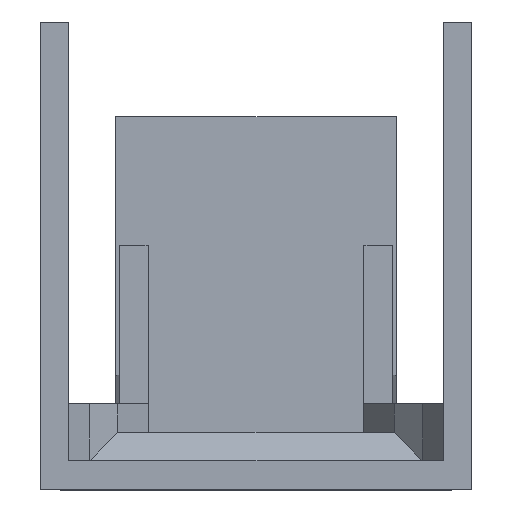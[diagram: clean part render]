
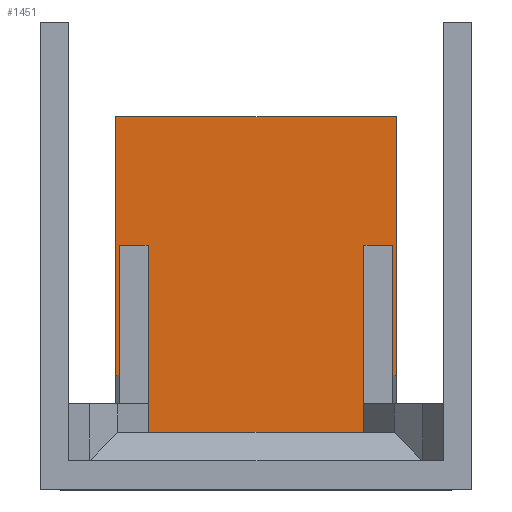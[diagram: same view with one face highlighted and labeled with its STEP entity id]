
A CAD part, top view. The second image highlights one B-rep face of the part: STEP entity #1451.
In plain terms, the highlighted planar face has unit normal (0, 0, 1).
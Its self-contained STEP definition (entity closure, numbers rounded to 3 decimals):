
#190 = VERTEX_POINT ( 'NONE', #610 ) ;
#197 = EDGE_CURVE ( 'NONE', #190, #198, #637, .T. ) ;
#198 = VERTEX_POINT ( 'NONE', #633 ) ;
#610 = CARTESIAN_POINT ( 'NONE',  ( 0.775, 0.4, -4.1 ) ) ;
#633 = CARTESIAN_POINT ( 'NONE',  ( -0.775, 0.4, -4.1 ) ) ;
#634 = DIRECTION ( 'NONE',  ( -1., 0., 0. ) ) ;
#635 = VECTOR ( 'NONE', #634, 1000. ) ;
#636 = CARTESIAN_POINT ( 'NONE',  ( 0.775, 0.4, -4.1 ) ) ;
#637 = LINE ( 'NONE', #636, #635 ) ;
#844 = CARTESIAN_POINT ( 'NONE',  ( -0.775, 0.8, -4.1 ) ) ;
#906 = DIRECTION ( 'NONE',  ( 0., 1., 0. ) ) ;
#907 = VECTOR ( 'NONE', #906, 1000. ) ;
#908 = CARTESIAN_POINT ( 'NONE',  ( -0.775, 2.6, -4.1 ) ) ;
#909 = LINE ( 'NONE', #908, #907 ) ;
#910 = DIRECTION ( 'NONE',  ( 0., -1., 0. ) ) ;
#911 = VECTOR ( 'NONE', #910, 1000. ) ;
#912 = CARTESIAN_POINT ( 'NONE',  ( -0.975, 0.2, -4.1 ) ) ;
#913 = LINE ( 'NONE', #912, #911 ) ;
#971 = CARTESIAN_POINT ( 'NONE',  ( 0.975, 0.8, -4.1 ) ) ;
#981 = DIRECTION ( 'NONE',  ( 1., 0., 0. ) ) ;
#982 = VECTOR ( 'NONE', #981, 1000. ) ;
#983 = CARTESIAN_POINT ( 'NONE',  ( -5., 0.8, -4.1 ) ) ;
#984 = LINE ( 'NONE', #983, #982 ) ;
#1117 = DIRECTION ( 'NONE',  ( 0., 0., -1. ) ) ;
#1118 = CARTESIAN_POINT ( 'NONE',  ( 0.975, 0.2, -4.1 ) ) ;
#1119 = AXIS2_PLACEMENT_3D ( 'NONE', #1118, #1117, #1153 ) ;
#1120 = PLANE ( 'NONE',  #1119 ) ;
#1121 = FACE_OUTER_BOUND ( 'NONE', #1452, .T. ) ;
#1122 = VECTOR ( 'NONE', #1226, 1000. ) ;
#1153 = DIRECTION ( 'NONE',  ( -1., 0., 0. ) ) ;
#1226 = DIRECTION ( 'NONE',  ( 0., -1., 0. ) ) ;
#1227 = CARTESIAN_POINT ( 'NONE',  ( 0.775, 2.6, -4.1 ) ) ;
#1228 = LINE ( 'NONE', #1227, #1122 ) ;
#1229 = CARTESIAN_POINT ( 'NONE',  ( 0.775, 0.8, -4.1 ) ) ;
#1231 = CARTESIAN_POINT ( 'NONE',  ( -0.975, 2.6, -4.1 ) ) ;
#1232 = DIRECTION ( 'NONE',  ( -1., 0., 0. ) ) ;
#1233 = VECTOR ( 'NONE', #1232, 1000. ) ;
#1234 = CARTESIAN_POINT ( 'NONE',  ( 0.975, 2.6, -4.1 ) ) ;
#1235 = LINE ( 'NONE', #1234, #1233 ) ;
#1236 = CARTESIAN_POINT ( 'NONE',  ( 0.975, 2.6, -4.1 ) ) ;
#1237 = DIRECTION ( 'NONE',  ( 0., -1., 0. ) ) ;
#1238 = VECTOR ( 'NONE', #1237, 1000. ) ;
#1239 = CARTESIAN_POINT ( 'NONE',  ( 0.975, 2.6, -4.1 ) ) ;
#1240 = LINE ( 'NONE', #1239, #1238 ) ;
#1241 = DIRECTION ( 'NONE',  ( 1., 0., 0. ) ) ;
#1242 = VECTOR ( 'NONE', #1241, 1000. ) ;
#1243 = CARTESIAN_POINT ( 'NONE',  ( -5., 0.8, -4.1 ) ) ;
#1244 = LINE ( 'NONE', #1243, #1242 ) ;
#1256 = CARTESIAN_POINT ( 'NONE',  ( -0.975, 0.8, -4.1 ) ) ;
#1327 = VERTEX_POINT ( 'NONE', #844 ) ;
#1331 = EDGE_CURVE ( 'NONE', #198, #1327, #909, .T. ) ;
#1368 = ORIENTED_EDGE ( 'NONE', *, *, #1369, .T. ) ;
#1369 = EDGE_CURVE ( 'NONE', #1582, #1472, #913, .T. ) ;
#1370 = ORIENTED_EDGE ( 'NONE', *, *, #1413, .T. ) ;
#1373 = VERTEX_POINT ( 'NONE', #971 ) ;
#1413 = EDGE_CURVE ( 'NONE', #1472, #1327, #984, .T. ) ;
#1414 = ORIENTED_EDGE ( 'NONE', *, *, #1331, .F. ) ;
#1415 = ORIENTED_EDGE ( 'NONE', *, *, #197, .F. ) ;
#1446 = VERTEX_POINT ( 'NONE', #1229 ) ;
#1448 = EDGE_CURVE ( 'NONE', #1446, #190, #1228, .T. ) ;
#1451 = ADVANCED_FACE ( 'NONE', ( #1121 ), #1120, .F. ) ;
#1452 = EDGE_LOOP ( 'NONE', ( #1453, #1454, #1577, #1580, #1368, #1370, #1414, #1415 ) ) ;
#1453 = ORIENTED_EDGE ( 'NONE', *, *, #1448, .F. ) ;
#1454 = ORIENTED_EDGE ( 'NONE', *, *, #1576, .T. ) ;
#1472 = VERTEX_POINT ( 'NONE', #1256 ) ;
#1576 = EDGE_CURVE ( 'NONE', #1446, #1373, #1244, .T. ) ;
#1577 = ORIENTED_EDGE ( 'NONE', *, *, #1578, .F. ) ;
#1578 = EDGE_CURVE ( 'NONE', #1579, #1373, #1240, .T. ) ;
#1579 = VERTEX_POINT ( 'NONE', #1236 ) ;
#1580 = ORIENTED_EDGE ( 'NONE', *, *, #1581, .T. ) ;
#1581 = EDGE_CURVE ( 'NONE', #1579, #1582, #1235, .T. ) ;
#1582 = VERTEX_POINT ( 'NONE', #1231 ) ;
